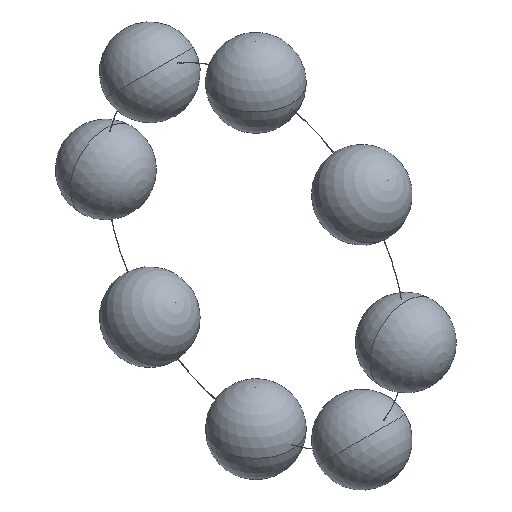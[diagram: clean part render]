
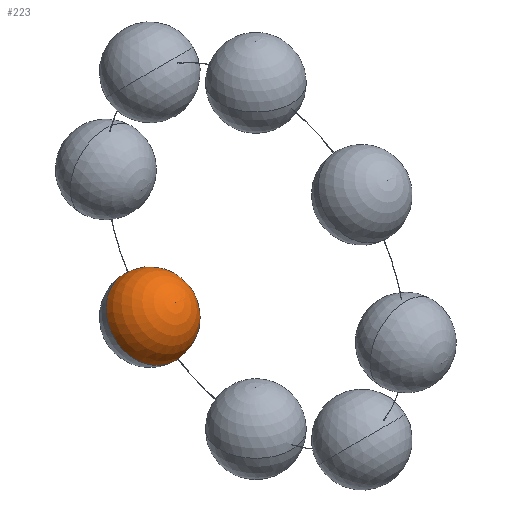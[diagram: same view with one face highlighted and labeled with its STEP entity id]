
A CAD part, isometric view. The second image highlights one B-rep face of the part: STEP entity #223.
In plain terms, the highlighted spherical face has radius 2.381 mm.
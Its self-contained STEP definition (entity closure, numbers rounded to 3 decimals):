
#3 = CARTESIAN_POINT ( 'NONE',  ( 3.99, 5.203, -8.548 ) ) ;
#5 = B_SPLINE_CURVE_WITH_KNOTS ( 'NONE', 3,
 ( #175, #588, #20, #98, #182, #435 ),
 .UNSPECIFIED., .F., .F.,
 ( 4, 2, 4 ),
 ( 0.5, 0.75, 1. ),
 .UNSPECIFIED. ) ;
#17 = B_SPLINE_CURVE_WITH_KNOTS ( 'NONE', 3,
 ( #916, #405, #82, #254, #158, #86 ),
 .UNSPECIFIED., .F., .F.,
 ( 4, 2, 4 ),
 ( 0., 0.25, 0.5 ),
 .UNSPECIFIED. ) ;
#20 = CARTESIAN_POINT ( 'NONE',  ( 4.01, 8.537, -5.195 ) ) ;
#35 = AXIS2_PLACEMENT_3D ( 'NONE', #377, #941, #211 ) ;
#56 = CARTESIAN_POINT ( 'NONE',  ( 4., 5.205, -8.55 ) ) ;
#60 = FACE_BOUND ( 'NONE', #619, .T. ) ;
#82 = CARTESIAN_POINT ( 'NONE',  ( 3.99, 8.548, -5.203 ) ) ;
#83 = CARTESIAN_POINT ( 'NONE',  ( 4.01, 5.203, -8.548 ) ) ;
#86 = CARTESIAN_POINT ( 'NONE',  ( 4., 8.534, -5.193 ) ) ;
#98 = CARTESIAN_POINT ( 'NONE',  ( 4.01, 8.548, -5.203 ) ) ;
#106 = EDGE_LOOP ( 'NONE', ( #1041, #135 ) ) ;
#115 = CARTESIAN_POINT ( 'NONE',  ( 4., 5.193, -8.534 ) ) ;
#127 = DIRECTION ( 'NONE',  ( 0., -0.707, -0.707 ) ) ;
#133 = CARTESIAN_POINT ( 'NONE',  ( 4., 5.193, -8.534 ) ) ;
#135 = ORIENTED_EDGE ( 'NONE', *, *, #400, .F. ) ;
#158 = CARTESIAN_POINT ( 'NONE',  ( 3.996, 8.534, -5.193 ) ) ;
#162 = VERTEX_POINT ( 'NONE', #432 ) ;
#175 = CARTESIAN_POINT ( 'NONE',  ( 4., 8.534, -5.193 ) ) ;
#182 = CARTESIAN_POINT ( 'NONE',  ( 4.004, 8.55, -5.205 ) ) ;
#211 = DIRECTION ( 'NONE',  ( 0., 0.707, 0.707 ) ) ;
#222 = FACE_OUTER_BOUND ( 'NONE', #505, .T. ) ;
#223 = ADVANCED_FACE ( 'NONE', ( #222, #60, #556 ), #1020, .T. ) ;
#234 = EDGE_CURVE ( 'NONE', #247, #921, #837, .T. ) ;
#242 = ORIENTED_EDGE ( 'NONE', *, *, #234, .T. ) ;
#247 = VERTEX_POINT ( 'NONE', #384 ) ;
#254 = CARTESIAN_POINT ( 'NONE',  ( 3.99, 8.537, -5.195 ) ) ;
#274 = CIRCLE ( 'NONE', #35, 2.381 ) ;
#289 = VERTEX_POINT ( 'NONE', #544 ) ;
#292 = EDGE_CURVE ( 'NONE', #289, #827, #628, .T. ) ;
#317 = B_SPLINE_CURVE_WITH_KNOTS ( 'NONE', 3,
 ( #734, #892, #83, #430, #835, #115 ),
 .UNSPECIFIED., .F., .F.,
 ( 4, 2, 4 ),
 ( 0., 0.25, 0.5 ),
 .UNSPECIFIED. ) ;
#377 = CARTESIAN_POINT ( 'NONE',  ( 4., 7.071, -7.071 ) ) ;
#384 = CARTESIAN_POINT ( 'NONE',  ( 4., 5.387, -8.755 ) ) ;
#394 = ORIENTED_EDGE ( 'NONE', *, *, #958, .F. ) ;
#400 = EDGE_CURVE ( 'NONE', #827, #289, #317, .T. ) ;
#405 = CARTESIAN_POINT ( 'NONE',  ( 3.996, 8.55, -5.205 ) ) ;
#430 = CARTESIAN_POINT ( 'NONE',  ( 4.01, 5.195, -8.537 ) ) ;
#432 = CARTESIAN_POINT ( 'NONE',  ( 4., 8.534, -5.193 ) ) ;
#435 = CARTESIAN_POINT ( 'NONE',  ( 4., 8.55, -5.205 ) ) ;
#468 = DIRECTION ( 'NONE',  ( 1., 0., 0. ) ) ;
#473 = EDGE_CURVE ( 'NONE', #162, #607, #5, .T. ) ;
#505 = EDGE_LOOP ( 'NONE', ( #626, #242 ) ) ;
#535 = EDGE_CURVE ( 'NONE', #247, #921, #274, .T. ) ;
#544 = CARTESIAN_POINT ( 'NONE',  ( 4., 5.193, -8.534 ) ) ;
#548 = CARTESIAN_POINT ( 'NONE',  ( 4., 8.55, -5.205 ) ) ;
#556 = FACE_BOUND ( 'NONE', #106, .T. ) ;
#582 = CARTESIAN_POINT ( 'NONE',  ( 4., 5.205, -8.55 ) ) ;
#588 = CARTESIAN_POINT ( 'NONE',  ( 4.004, 8.534, -5.193 ) ) ;
#607 = VERTEX_POINT ( 'NONE', #548 ) ;
#619 = EDGE_LOOP ( 'NONE', ( #749, #394 ) ) ;
#626 = ORIENTED_EDGE ( 'NONE', *, *, #535, .F. ) ;
#628 = B_SPLINE_CURVE_WITH_KNOTS ( 'NONE', 3,
 ( #133, #650, #654, #3, #896, #582 ),
 .UNSPECIFIED., .F., .F.,
 ( 4, 2, 4 ),
 ( 0.5, 0.75, 1. ),
 .UNSPECIFIED. ) ;
#650 = CARTESIAN_POINT ( 'NONE',  ( 3.996, 5.193, -8.534 ) ) ;
#654 = CARTESIAN_POINT ( 'NONE',  ( 3.99, 5.195, -8.537 ) ) ;
#699 = CARTESIAN_POINT ( 'NONE',  ( 4., 7.071, -7.071 ) ) ;
#734 = CARTESIAN_POINT ( 'NONE',  ( 4., 5.205, -8.55 ) ) ;
#749 = ORIENTED_EDGE ( 'NONE', *, *, #473, .F. ) ;
#753 = AXIS2_PLACEMENT_3D ( 'NONE', #859, #1008, #468 ) ;
#827 = VERTEX_POINT ( 'NONE', #56 ) ;
#835 = CARTESIAN_POINT ( 'NONE',  ( 4.004, 5.193, -8.534 ) ) ;
#837 = CIRCLE ( 'NONE', #913, 2.381 ) ;
#859 = CARTESIAN_POINT ( 'NONE',  ( 4., 7.071, -7.071 ) ) ;
#887 = CARTESIAN_POINT ( 'NONE',  ( 4., 8.755, -5.387 ) ) ;
#892 = CARTESIAN_POINT ( 'NONE',  ( 4.004, 5.205, -8.55 ) ) ;
#896 = CARTESIAN_POINT ( 'NONE',  ( 3.996, 5.205, -8.55 ) ) ;
#913 = AXIS2_PLACEMENT_3D ( 'NONE', #699, #943, #127 ) ;
#916 = CARTESIAN_POINT ( 'NONE',  ( 4., 8.55, -5.205 ) ) ;
#921 = VERTEX_POINT ( 'NONE', #887 ) ;
#941 = DIRECTION ( 'NONE',  ( 0., 0.707, -0.707 ) ) ;
#943 = DIRECTION ( 'NONE',  ( 0., -0.707, 0.707 ) ) ;
#958 = EDGE_CURVE ( 'NONE', #607, #162, #17, .T. ) ;
#1008 = DIRECTION ( 'NONE',  ( 0., 0.707, -0.707 ) ) ;
#1020 = SPHERICAL_SURFACE ( 'NONE', #753, 2.381 ) ;
#1041 = ORIENTED_EDGE ( 'NONE', *, *, #292, .F. ) ;
